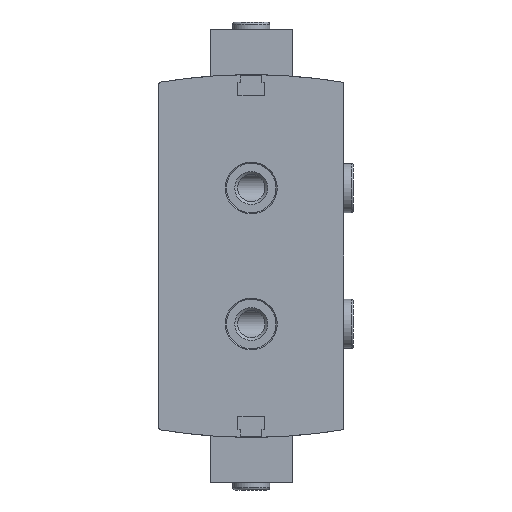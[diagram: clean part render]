
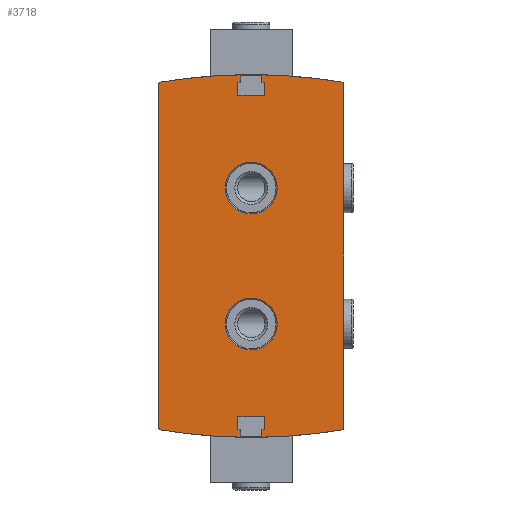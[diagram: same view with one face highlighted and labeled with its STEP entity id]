
A CAD part, front view. The second image highlights one B-rep face of the part: STEP entity #3718.
In plain terms, the highlighted planar face has unit normal (0, -1, 0).
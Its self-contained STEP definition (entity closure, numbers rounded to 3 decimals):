
#148=LINE('',#5251,#393);
#153=LINE('',#5269,#398);
#157=LINE('',#5277,#402);
#160=LINE('',#5283,#405);
#163=LINE('',#5289,#408);
#166=LINE('',#5295,#411);
#169=LINE('',#5301,#414);
#172=LINE('',#5307,#417);
#177=LINE('',#5324,#422);
#181=LINE('',#5336,#426);
#184=LINE('',#5342,#429);
#187=LINE('',#5348,#432);
#190=LINE('',#5354,#435);
#193=LINE('',#5360,#438);
#196=LINE('',#5366,#441);
#199=LINE('',#5372,#444);
#393=VECTOR('',#4348,1000.);
#398=VECTOR('',#4367,1000.);
#402=VECTOR('',#4373,1000.);
#405=VECTOR('',#4378,1000.);
#408=VECTOR('',#4383,1000.);
#411=VECTOR('',#4388,1000.);
#414=VECTOR('',#4393,1000.);
#417=VECTOR('',#4398,1000.);
#422=VECTOR('',#4417,1000.);
#426=VECTOR('',#4431,1000.);
#429=VECTOR('',#4436,1000.);
#432=VECTOR('',#4441,1000.);
#435=VECTOR('',#4446,1000.);
#438=VECTOR('',#4451,1000.);
#441=VECTOR('',#4456,1000.);
#444=VECTOR('',#4461,1000.);
#610=PLANE('',#3971);
#914=ORIENTED_EDGE('',*,*,#1642,.F.);
#915=ORIENTED_EDGE('',*,*,#1643,.F.);
#916=ORIENTED_EDGE('',*,*,#1556,.F.);
#917=ORIENTED_EDGE('',*,*,#1635,.F.);
#918=ORIENTED_EDGE('',*,*,#1623,.F.);
#919=ORIENTED_EDGE('',*,*,#1620,.F.);
#920=ORIENTED_EDGE('',*,*,#1617,.F.);
#921=ORIENTED_EDGE('',*,*,#1614,.F.);
#922=ORIENTED_EDGE('',*,*,#1611,.F.);
#923=ORIENTED_EDGE('',*,*,#1608,.F.);
#924=ORIENTED_EDGE('',*,*,#1605,.F.);
#925=ORIENTED_EDGE('',*,*,#1603,.F.);
#926=ORIENTED_EDGE('',*,*,#1601,.F.);
#927=ORIENTED_EDGE('',*,*,#1599,.F.);
#928=ORIENTED_EDGE('',*,*,#1595,.F.);
#929=ORIENTED_EDGE('',*,*,#1593,.F.);
#930=ORIENTED_EDGE('',*,*,#1590,.F.);
#931=ORIENTED_EDGE('',*,*,#1587,.F.);
#932=ORIENTED_EDGE('',*,*,#1584,.F.);
#933=ORIENTED_EDGE('',*,*,#1581,.F.);
#934=ORIENTED_EDGE('',*,*,#1578,.F.);
#935=ORIENTED_EDGE('',*,*,#1575,.F.);
#936=ORIENTED_EDGE('',*,*,#1571,.F.);
#937=ORIENTED_EDGE('',*,*,#1568,.F.);
#938=ORIENTED_EDGE('',*,*,#1565,.F.);
#939=ORIENTED_EDGE('',*,*,#1562,.F.);
#1556=EDGE_CURVE('',#1937,#1938,#2171,.T.);
#1562=EDGE_CURVE('',#1938,#1943,#148,.T.);
#1565=EDGE_CURVE('',#1943,#1945,#2175,.T.);
#1568=EDGE_CURVE('',#1945,#1947,#2177,.T.);
#1571=EDGE_CURVE('',#1947,#1949,#153,.T.);
#1575=EDGE_CURVE('',#1949,#1952,#157,.T.);
#1578=EDGE_CURVE('',#1952,#1954,#160,.T.);
#1581=EDGE_CURVE('',#1954,#1956,#163,.T.);
#1584=EDGE_CURVE('',#1956,#1958,#166,.T.);
#1587=EDGE_CURVE('',#1958,#1960,#169,.T.);
#1590=EDGE_CURVE('',#1960,#1962,#172,.T.);
#1593=EDGE_CURVE('',#1962,#1963,#2179,.T.);
#1595=EDGE_CURVE('',#1963,#1964,#2180,.T.);
#1599=EDGE_CURVE('',#1964,#1967,#177,.T.);
#1601=EDGE_CURVE('',#1967,#1968,#2183,.T.);
#1603=EDGE_CURVE('',#1968,#1969,#2184,.T.);
#1605=EDGE_CURVE('',#1969,#1970,#181,.T.);
#1608=EDGE_CURVE('',#1970,#1972,#184,.T.);
#1611=EDGE_CURVE('',#1972,#1974,#187,.T.);
#1614=EDGE_CURVE('',#1974,#1976,#190,.T.);
#1617=EDGE_CURVE('',#1976,#1978,#193,.T.);
#1620=EDGE_CURVE('',#1978,#1980,#196,.T.);
#1623=EDGE_CURVE('',#1980,#1982,#199,.T.);
#1635=EDGE_CURVE('',#1982,#1937,#2189,.T.);
#1642=EDGE_CURVE('',#1997,#1997,#2195,.T.);
#1643=EDGE_CURVE('',#1998,#1998,#2196,.T.);
#1937=VERTEX_POINT('',#5239);
#1938=VERTEX_POINT('',#5240);
#1943=VERTEX_POINT('',#5252);
#1945=VERTEX_POINT('',#5258);
#1947=VERTEX_POINT('',#5264);
#1949=VERTEX_POINT('',#5270);
#1952=VERTEX_POINT('',#5278);
#1954=VERTEX_POINT('',#5284);
#1956=VERTEX_POINT('',#5290);
#1958=VERTEX_POINT('',#5296);
#1960=VERTEX_POINT('',#5302);
#1962=VERTEX_POINT('',#5308);
#1963=VERTEX_POINT('',#5313);
#1964=VERTEX_POINT('',#5317);
#1967=VERTEX_POINT('',#5325);
#1968=VERTEX_POINT('',#5329);
#1969=VERTEX_POINT('',#5333);
#1970=VERTEX_POINT('',#5337);
#1972=VERTEX_POINT('',#5343);
#1974=VERTEX_POINT('',#5349);
#1976=VERTEX_POINT('',#5355);
#1978=VERTEX_POINT('',#5361);
#1980=VERTEX_POINT('',#5367);
#1982=VERTEX_POINT('',#5373);
#1997=VERTEX_POINT('',#5430);
#1998=VERTEX_POINT('',#5432);
#2171=CIRCLE('',#3923,0.7);
#2175=CIRCLE('',#3929,0.7);
#2177=CIRCLE('',#3932,135.);
#2179=CIRCLE('',#3942,135.);
#2180=CIRCLE('',#3944,0.7);
#2183=CIRCLE('',#3949,0.7);
#2184=CIRCLE('',#3951,135.);
#2189=CIRCLE('',#3964,135.);
#2195=CIRCLE('',#3972,6.3);
#2196=CIRCLE('',#3973,6.3);
#2309=EDGE_LOOP('',(#914));
#2310=EDGE_LOOP('',(#915));
#2311=EDGE_LOOP('',(#916,#917,#918,#919,#920,#921,#922,#923,#924,#925,#926,
#927,#928,#929,#930,#931,#932,#933,#934,#935,#936,#937,#938,#939));
#2544=FACE_BOUND('',#2309,.T.);
#2545=FACE_BOUND('',#2310,.T.);
#2546=FACE_BOUND('',#2311,.T.);
#3718=ADVANCED_FACE('',(#2544,#2545,#2546),#610,.F.);
#3923=AXIS2_PLACEMENT_3D('',#5238,#4336,#4337);
#3929=AXIS2_PLACEMENT_3D('',#5257,#4353,#4354);
#3932=AXIS2_PLACEMENT_3D('',#5263,#4360,#4361);
#3942=AXIS2_PLACEMENT_3D('',#5312,#4403,#4404);
#3944=AXIS2_PLACEMENT_3D('',#5316,#4408,#4409);
#3949=AXIS2_PLACEMENT_3D('',#5328,#4421,#4422);
#3951=AXIS2_PLACEMENT_3D('',#5332,#4426,#4427);
#3964=AXIS2_PLACEMENT_3D('',#5416,#4477,#4478);
#3971=AXIS2_PLACEMENT_3D('',#5428,#4492,#4493);
#3972=AXIS2_PLACEMENT_3D('',#5429,#4494,#4495);
#3973=AXIS2_PLACEMENT_3D('',#5431,#4496,#4497);
#4336=DIRECTION('',(0.,1.,0.));
#4337=DIRECTION('',(1.,0.,0.));
#4348=DIRECTION('',(0.,0.,1.));
#4353=DIRECTION('',(0.,1.,0.));
#4354=DIRECTION('',(1.,0.,0.));
#4360=DIRECTION('',(0.,1.,0.));
#4361=DIRECTION('',(1.,0.,0.));
#4367=DIRECTION('',(0.,0.,-1.));
#4373=DIRECTION('',(-1.,0.,0.));
#4378=DIRECTION('',(0.,0.,-1.));
#4383=DIRECTION('',(1.,0.,0.));
#4388=DIRECTION('',(0.,0.,1.));
#4393=DIRECTION('',(-1.,0.,0.));
#4398=DIRECTION('',(0.,0.,1.));
#4403=DIRECTION('',(0.,1.,0.));
#4404=DIRECTION('',(1.,0.,0.));
#4408=DIRECTION('',(0.,1.,0.));
#4409=DIRECTION('',(1.,0.,0.));
#4417=DIRECTION('',(0.,0.,-1.));
#4421=DIRECTION('',(0.,1.,0.));
#4422=DIRECTION('',(1.,0.,0.));
#4426=DIRECTION('',(0.,1.,0.));
#4427=DIRECTION('',(1.,0.,0.));
#4431=DIRECTION('',(0.,0.,1.));
#4436=DIRECTION('',(1.,0.,0.));
#4441=DIRECTION('',(0.,0.,1.));
#4446=DIRECTION('',(-1.,0.,0.));
#4451=DIRECTION('',(0.,0.,-1.));
#4456=DIRECTION('',(1.,0.,0.));
#4461=DIRECTION('',(0.,0.,-1.));
#4477=DIRECTION('',(0.,1.,0.));
#4478=DIRECTION('',(1.,0.,0.));
#4492=DIRECTION('',(0.,1.,0.));
#4493=DIRECTION('',(0.,0.,1.));
#4494=DIRECTION('',(0.,-1.,0.));
#4495=DIRECTION('',(0.,0.,-1.));
#4496=DIRECTION('',(0.,-1.,0.));
#4497=DIRECTION('',(0.,0.,-1.));
#5238=CARTESIAN_POINT('',(-21.8,0.,-41.519));
#5239=CARTESIAN_POINT('',(-21.914,0.,-42.21));
#5240=CARTESIAN_POINT('',(-22.5,0.,-41.519));
#5251=CARTESIAN_POINT('',(-22.5,0.,-41.519));
#5252=CARTESIAN_POINT('',(-22.5,0.,41.519));
#5257=CARTESIAN_POINT('',(-21.8,0.,41.519));
#5258=CARTESIAN_POINT('',(-21.914,0.,42.21));
#5263=CARTESIAN_POINT('',(0.,0.,-91.));
#5264=CARTESIAN_POINT('',(-2.6,0.,43.975));
#5269=CARTESIAN_POINT('',(-2.6,0.,43.975));
#5270=CARTESIAN_POINT('',(-2.6,0.,42.2));
#5277=CARTESIAN_POINT('',(-2.6,0.,42.2));
#5278=CARTESIAN_POINT('',(-3.25,0.,42.2));
#5283=CARTESIAN_POINT('',(-3.25,0.,42.2));
#5284=CARTESIAN_POINT('',(-3.25,0.,39.));
#5289=CARTESIAN_POINT('',(-3.25,0.,39.));
#5290=CARTESIAN_POINT('',(3.25,0.,39.));
#5295=CARTESIAN_POINT('',(3.25,0.,39.));
#5296=CARTESIAN_POINT('',(3.25,0.,42.2));
#5301=CARTESIAN_POINT('',(3.25,0.,42.2));
#5302=CARTESIAN_POINT('',(2.6,0.,42.2));
#5307=CARTESIAN_POINT('',(2.6,0.,42.2));
#5308=CARTESIAN_POINT('',(2.6,0.,43.975));
#5312=CARTESIAN_POINT('',(0.,0.,-91.));
#5313=CARTESIAN_POINT('',(21.914,0.,42.21));
#5316=CARTESIAN_POINT('',(21.8,0.,41.519));
#5317=CARTESIAN_POINT('',(22.5,0.,41.519));
#5324=CARTESIAN_POINT('',(22.5,0.,41.519));
#5325=CARTESIAN_POINT('',(22.5,0.,-41.519));
#5328=CARTESIAN_POINT('',(21.8,0.,-41.519));
#5329=CARTESIAN_POINT('',(21.914,0.,-42.21));
#5332=CARTESIAN_POINT('',(0.,0.,91.));
#5333=CARTESIAN_POINT('',(2.6,0.,-43.975));
#5336=CARTESIAN_POINT('',(2.6,0.,-43.975));
#5337=CARTESIAN_POINT('',(2.6,0.,-42.2));
#5342=CARTESIAN_POINT('',(2.6,0.,-42.2));
#5343=CARTESIAN_POINT('',(3.25,0.,-42.2));
#5348=CARTESIAN_POINT('',(3.25,0.,-42.2));
#5349=CARTESIAN_POINT('',(3.25,0.,-39.));
#5354=CARTESIAN_POINT('',(3.25,0.,-39.));
#5355=CARTESIAN_POINT('',(-3.25,0.,-39.));
#5360=CARTESIAN_POINT('',(-3.25,0.,-39.));
#5361=CARTESIAN_POINT('',(-3.25,0.,-42.2));
#5366=CARTESIAN_POINT('',(-3.25,0.,-42.2));
#5367=CARTESIAN_POINT('',(-2.6,0.,-42.2));
#5372=CARTESIAN_POINT('',(-2.6,0.,-42.2));
#5373=CARTESIAN_POINT('',(-2.6,0.,-43.975));
#5416=CARTESIAN_POINT('',(0.,0.,91.));
#5428=CARTESIAN_POINT('',(-21.8,0.,-41.519));
#5429=CARTESIAN_POINT('',(0.,0.,-16.5));
#5430=CARTESIAN_POINT('',(0.,0.,-22.8));
#5431=CARTESIAN_POINT('',(0.,0.,16.5));
#5432=CARTESIAN_POINT('',(0.,0.,10.2));
